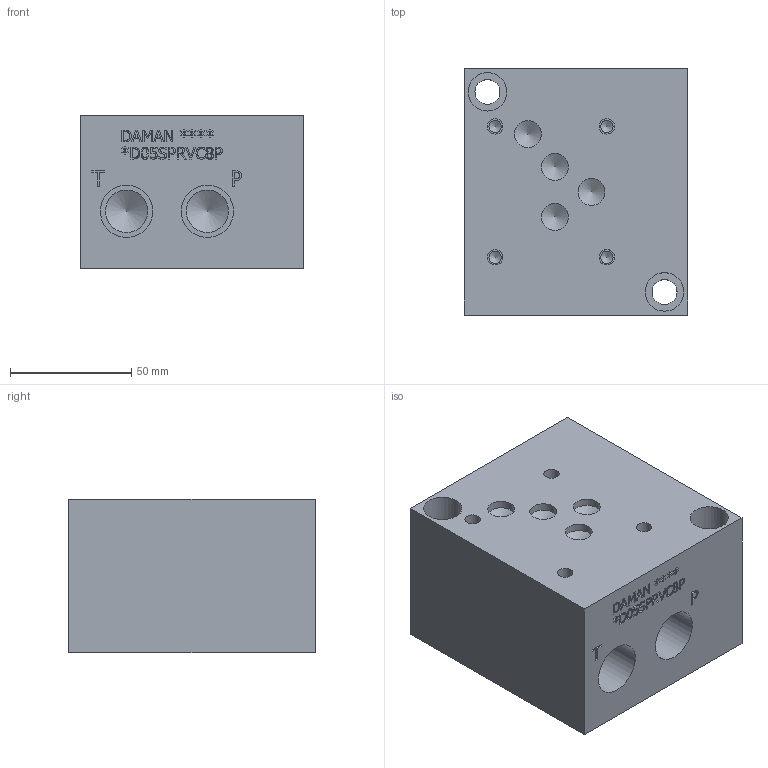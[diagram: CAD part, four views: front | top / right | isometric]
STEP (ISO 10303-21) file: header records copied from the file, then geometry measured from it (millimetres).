
FILE_DESCRIPTION(/* description */ (''),/* implementation_level */ '2;1');
FILE_NAME(/* name */ '_D05SPRVC8P.stp',/* time_stamp */ '2020-03-18T14:42:58-04:00',/* author */ ('alexanderw'),/* organization */ (''),/* preprocessor_version */ 'ST-DEVELOPER v17',/* originating_system */ 'Autodesk Inventor 2019',/* authorisation */ '');
FILE_SCHEMA (('AUTOMOTIVE_DESIGN { 1 0 10303 214 3 1 1 }'));
Length unit declared in the file: millimetre
Products named in the file (1): Part_AD05SPRVC8P_3D
Bounding box: 92.08 x 101.6 x 63.5 mm (x, y, z)
Volume: 516877.8 mm3; surface area: 61285.9 mm2
Topology: 1 solids, 1 shells, 514 faces, 1404 edges, 946 vertices
Faces by surface type: plane 312, bspline 145, cylinder 36, cone 21
Full cylindrical faces by diameter (mm): 5.105 x4, 6.35 x4, 10.312 x2, 11.125 x6, 14.29 x1, 15.875 x2, 15.9 x1, 17.475 x6, 20.62 x1, 21.59 x6, 22.23 x1, 22.54 x1, 30.16 x1
Entity records: 17357 total; most frequent: CARTESIAN_POINT 4749, ORIENTED_EDGE 2778, DIRECTION 1967, EDGE_CURVE 1389, LINE 967, VECTOR 967, VERTEX_POINT 946, EDGE_LOOP 589
